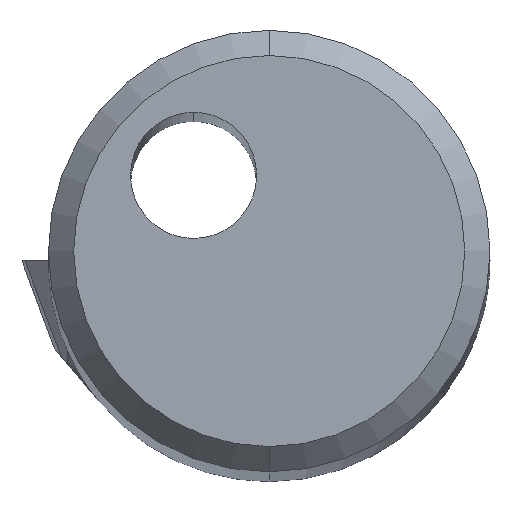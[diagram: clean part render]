
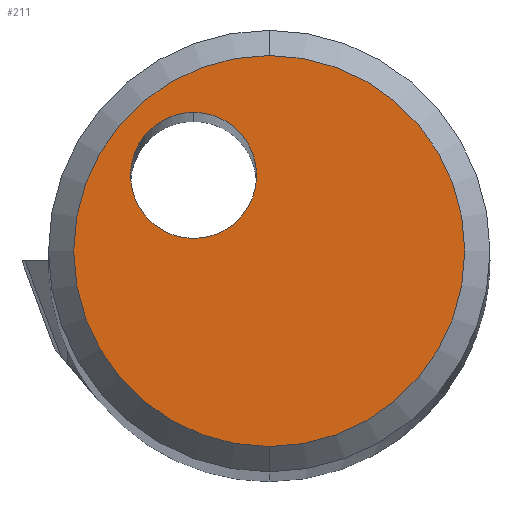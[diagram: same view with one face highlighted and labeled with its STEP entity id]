
A CAD part, top view. The second image highlights one B-rep face of the part: STEP entity #211.
In plain terms, the highlighted planar face has unit normal (0, 0, 1).
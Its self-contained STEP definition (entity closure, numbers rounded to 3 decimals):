
#169=VERTEX_POINT('NONE',#394);
#177=EDGE_CURVE('NONE',#237,#307,#403,.T.);
#199=EDGE_CURVE('NONE',#169,#275,#425,.T.);
#211=ADVANCED_FACE('NONE',(#438,#439),#440,.F.);
#237=VERTEX_POINT('NONE',#468);
#273=EDGE_CURVE('NONE',#307,#237,#504,.T.);
#275=VERTEX_POINT('NONE',#506);
#297=EDGE_CURVE('NONE',#275,#169,#531,.T.);
#307=VERTEX_POINT('NONE',#543);
#394=CARTESIAN_POINT('',(-0.6,1.1,0.0));
#403=CIRCLE('',#672,1.55);
#425=CIRCLE('',#729,0.5);
#438=FACE_OUTER_BOUND('',#748,.T.);
#439=FACE_BOUND('',#749,.T.);
#440=PLANE('',#750);
#468=CARTESIAN_POINT('',(0.0,1.55,0.0));
#504=CIRCLE('',#863,1.55);
#506=CARTESIAN_POINT('',(-0.6,0.1,0.0));
#531=CIRCLE('',#911,0.5);
#543=CARTESIAN_POINT('',(0.,-1.55,0.0));
#672=AXIS2_PLACEMENT_3D('',#1044,#1045,#1046);
#729=AXIS2_PLACEMENT_3D('',#1051,#1052,#1053);
#748=EDGE_LOOP('',(#1071,#1072));
#749=EDGE_LOOP('',(#1073,#1074));
#750=AXIS2_PLACEMENT_3D('',#1075,#1076,#1077);
#863=AXIS2_PLACEMENT_3D('',#1106,#1107,#1108);
#911=AXIS2_PLACEMENT_3D('',#1134,#1135,#1136);
#1044=CARTESIAN_POINT('',(0.0,0.0,0.0));
#1045=DIRECTION('',(-0.0,0.0,1.0));
#1046=DIRECTION('',(0.0,1.0,0.0));
#1051=CARTESIAN_POINT('',(-0.6,0.6,0.0));
#1052=DIRECTION('',(0.0,0.0,1.0));
#1053=DIRECTION('',(0.0,-1.0,0.0));
#1071=ORIENTED_EDGE('',*,*,#177,.T.);
#1072=ORIENTED_EDGE('',*,*,#273,.T.);
#1073=ORIENTED_EDGE('',*,*,#297,.F.);
#1074=ORIENTED_EDGE('',*,*,#199,.F.);
#1075=CARTESIAN_POINT('',(0.0,0.0,0.0));
#1076=DIRECTION('',(0.0,0.0,-1.0));
#1077=DIRECTION('',(1.0,0.0,0.0));
#1106=CARTESIAN_POINT('',(0.0,0.0,0.0));
#1107=DIRECTION('',(-0.0,0.0,1.0));
#1108=DIRECTION('',(0.0,1.0,0.0));
#1134=CARTESIAN_POINT('',(-0.6,0.6,0.0));
#1135=DIRECTION('',(0.0,0.0,1.0));
#1136=DIRECTION('',(0.0,-1.0,0.0));
